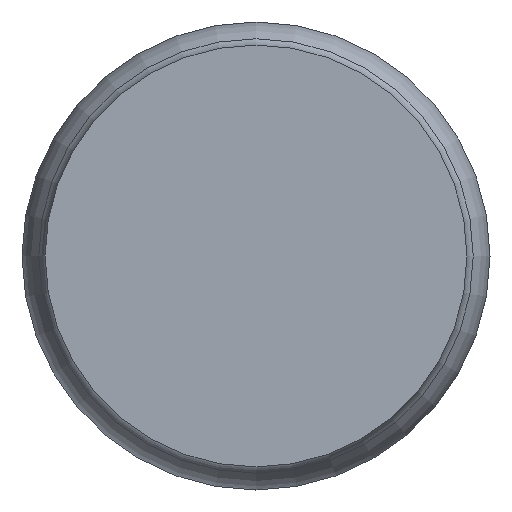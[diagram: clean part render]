
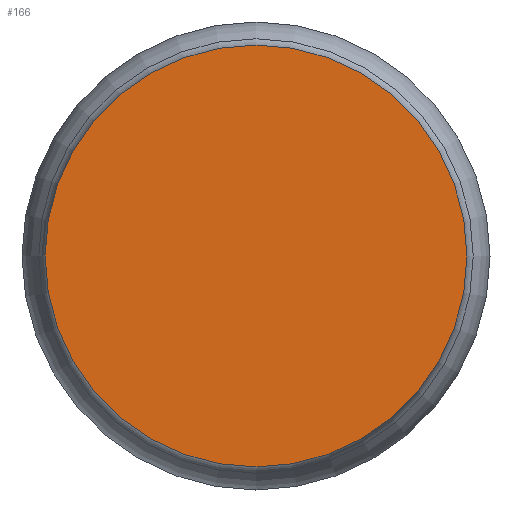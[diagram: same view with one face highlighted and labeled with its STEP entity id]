
A CAD part, left-side view. The second image highlights one B-rep face of the part: STEP entity #166.
In plain terms, the highlighted planar face has unit normal (-1, 0, 0).
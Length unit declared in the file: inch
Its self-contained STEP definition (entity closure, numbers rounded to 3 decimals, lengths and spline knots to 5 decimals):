
#16 = CARTESIAN_POINT ( 'NONE',  ( 0., 0., 0. ) ) ;
#40 = DIRECTION ( 'NONE',  ( 0., 0., -1. ) ) ;
#47 = CARTESIAN_POINT ( 'NONE',  ( 0., 0., -0.02425 ) ) ;
#111 = CIRCLE ( 'NONE', #123, 0.02425 ) ;
#116 = PLANE ( 'NONE',  #164 ) ;
#123 = AXIS2_PLACEMENT_3D ( 'NONE', #16, #263, #236 ) ;
#164 = AXIS2_PLACEMENT_3D ( 'NONE', #182, #195, #40 ) ;
#166 = ADVANCED_FACE ( 'NONE', ( #216 ), #116, .F. ) ;
#175 = ORIENTED_EDGE ( 'NONE', *, *, #228, .F. ) ;
#182 = CARTESIAN_POINT ( 'NONE',  ( 0., 0.02725, 0. ) ) ;
#195 = DIRECTION ( 'NONE',  ( 1., 0., 0. ) ) ;
#205 = EDGE_LOOP ( 'NONE', ( #175 ) ) ;
#208 = VERTEX_POINT ( 'NONE', #47 ) ;
#216 = FACE_OUTER_BOUND ( 'NONE', #205, .T. ) ;
#228 = EDGE_CURVE ( 'NONE', #208, #208, #111, .T. ) ;
#236 = DIRECTION ( 'NONE',  ( 0., 0., -1. ) ) ;
#263 = DIRECTION ( 'NONE',  ( 1., 0., 0. ) ) ;
